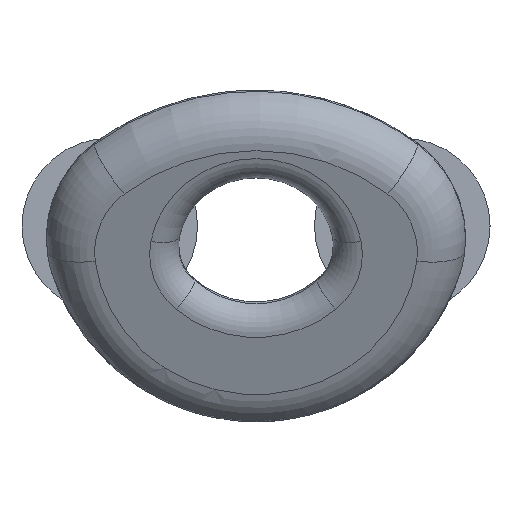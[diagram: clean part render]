
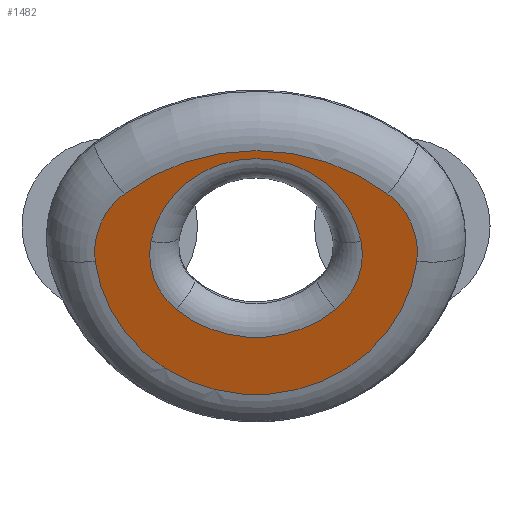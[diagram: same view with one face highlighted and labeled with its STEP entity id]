
A CAD part, top view. The second image highlights one B-rep face of the part: STEP entity #1482.
In plain terms, the highlighted planar face has unit normal (0, -0.342, 0.94).
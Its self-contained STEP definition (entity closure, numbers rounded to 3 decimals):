
#164=FACE_BOUND('',#360,.T.);
#173=PLANE('',#1657);
#256=FACE_OUTER_BOUND('',#359,.T.);
#359=EDGE_LOOP('',(#1231,#1232,#1233,#1234));
#360=EDGE_LOOP('',(#1235,#1236,#1237,#1238));
#515=CIRCLE('',#1596,7.962);
#518=CIRCLE('',#1600,12.462);
#521=CIRCLE('',#1604,7.962);
#533=CIRCLE('',#1619,8.076);
#536=CIRCLE('',#1623,21.678);
#551=CIRCLE('',#1651,10.962);
#552=CIRCLE('',#1653,16.627);
#554=CIRCLE('',#1656,8.076);
#630=VERTEX_POINT('',#2677);
#631=VERTEX_POINT('',#2679);
#632=VERTEX_POINT('',#2683);
#634=VERTEX_POINT('',#2689);
#651=VERTEX_POINT('',#3045);
#652=VERTEX_POINT('',#3047);
#653=VERTEX_POINT('',#3051);
#670=VERTEX_POINT('',#3435);
#793=EDGE_CURVE('',#630,#631,#515,.T.);
#796=EDGE_CURVE('',#630,#632,#518,.T.);
#799=EDGE_CURVE('',#632,#634,#521,.T.);
#829=EDGE_CURVE('',#651,#652,#533,.T.);
#832=EDGE_CURVE('',#651,#653,#536,.T.);
#868=EDGE_CURVE('',#634,#631,#551,.T.);
#869=EDGE_CURVE('',#670,#652,#552,.T.);
#871=EDGE_CURVE('',#653,#670,#554,.T.);
#1231=ORIENTED_EDGE('',*,*,#832,.T.);
#1232=ORIENTED_EDGE('',*,*,#871,.T.);
#1233=ORIENTED_EDGE('',*,*,#869,.T.);
#1234=ORIENTED_EDGE('',*,*,#829,.F.);
#1235=ORIENTED_EDGE('',*,*,#868,.T.);
#1236=ORIENTED_EDGE('',*,*,#793,.F.);
#1237=ORIENTED_EDGE('',*,*,#796,.T.);
#1238=ORIENTED_EDGE('',*,*,#799,.T.);
#1482=ADVANCED_FACE('',(#256,#164),#173,.F.);
#1596=AXIS2_PLACEMENT_3D('',#2680,#1838,#1839);
#1600=AXIS2_PLACEMENT_3D('',#2685,#1846,#1847);
#1604=AXIS2_PLACEMENT_3D('',#2691,#1854,#1855);
#1619=AXIS2_PLACEMENT_3D('',#3048,#1885,#1886);
#1623=AXIS2_PLACEMENT_3D('',#3053,#1893,#1894);
#1651=AXIS2_PLACEMENT_3D('',#3433,#1952,#1953);
#1653=AXIS2_PLACEMENT_3D('',#3436,#1956,#1957);
#1656=AXIS2_PLACEMENT_3D('',#3439,#1962,#1963);
#1657=AXIS2_PLACEMENT_3D('',#3440,#1964,#1965);
#1838=DIRECTION('center_axis',(0.,-0.342,
0.94));
#1839=DIRECTION('ref_axis',(0.656,-0.709,-0.258));
#1846=DIRECTION('center_axis',(0.,0.342,-0.94));
#1847=DIRECTION('ref_axis',(0.,-0.94,-0.342));
#1854=DIRECTION('center_axis',(0.,0.342,-0.94));
#1855=DIRECTION('ref_axis',(-0.656,-0.709,-0.258));
#1885=DIRECTION('center_axis',(0.,0.342,-0.94));
#1886=DIRECTION('ref_axis',(0.624,0.734,0.267));
#1893=DIRECTION('center_axis',(0.,-0.342,
0.94));
#1894=DIRECTION('ref_axis',(0.,0.94,0.342));
#1952=DIRECTION('center_axis',(0.,0.342,-0.94));
#1953=DIRECTION('ref_axis',(-0.984,0.167,0.061));
#1956=DIRECTION('center_axis',(0.,-0.342,
0.94));
#1957=DIRECTION('ref_axis',(-0.992,-0.117,-0.043));
#1962=DIRECTION('center_axis',(0.,-0.342,
0.94));
#1963=DIRECTION('ref_axis',(-0.624,0.734,0.267));
#1964=DIRECTION('center_axis',(0.,0.342,-0.94));
#1965=DIRECTION('ref_axis',(0.,0.94,0.342));
#2677=CARTESIAN_POINT('',(8.176,-8.599,9.552));
#2679=CARTESIAN_POINT('',(10.788,-1.626,12.09));
#2680=CARTESIAN_POINT('Origin',(2.952,-2.953,11.607));
#2683=CARTESIAN_POINT('',(-8.176,-8.599,9.552));
#2685=CARTESIAN_POINT('Origin',(0.,0.238,
12.768));
#2689=CARTESIAN_POINT('',(-10.788,-1.626,12.09));
#2691=CARTESIAN_POINT('Origin',(-2.952,-2.953,11.607));
#3045=CARTESIAN_POINT('',(13.521,3.216,13.852));
#3047=CARTESIAN_POINT('',(16.497,-3.662,11.349));
#3048=CARTESIAN_POINT('Origin',(8.484,-2.716,11.693));
#3051=CARTESIAN_POINT('',(-13.521,3.216,13.852));
#3053=CARTESIAN_POINT('Origin',(0.,-12.706,
8.057));
#3433=CARTESIAN_POINT('Origin',(0.,-3.454,
11.425));
#3435=CARTESIAN_POINT('',(-16.497,-3.662,11.349));
#3436=CARTESIAN_POINT('Origin',(0.,-1.715,
12.058));
#3439=CARTESIAN_POINT('Origin',(-8.484,-2.716,11.693));
#3440=CARTESIAN_POINT('Origin',(0.,-26.127,3.172));
